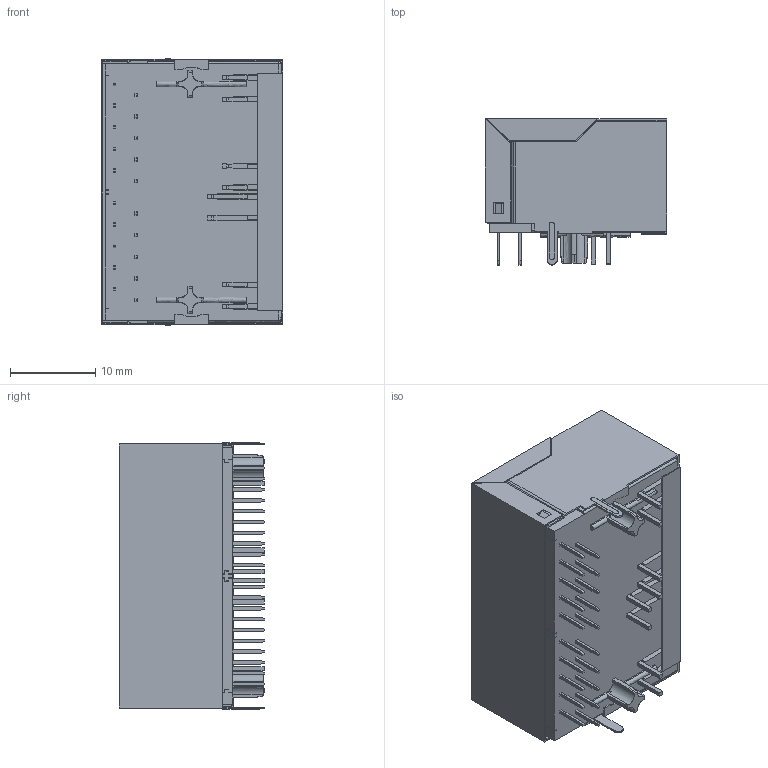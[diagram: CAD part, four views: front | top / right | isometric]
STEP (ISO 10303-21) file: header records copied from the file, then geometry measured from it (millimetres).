
FILE_DESCRIPTION(('CATIA V5 STEP Exchange','CAx-IF Rec.Pracs.--- Model Styling and Organization---1.4--- 2014-01-23'),'2;1');
FILE_NAME ('271457-2_0_2485370000_2485370000.stp','2018-12-18T12:12:26+00:00',('none'),('Weidmueller'),'CATIA Version 5-6 Release 2016 SP3 HF44','CATIA V5 STEP AP214','none');
FILE_SCHEMA(('AUTOMOTIVE_DESIGN { 1 0 10303 214 1 1 1 1 }'));
Products named in the file (1): 2485370000
Bounding box: 21.35 x 17.15 x 31.3 mm (x, y, z)
Volume: 5953.7 mm3; surface area: 9713.9 mm2
Topology: 1 solids, 1 shells, 1717 faces, 6002 edges, 4182 vertices
Faces by surface type: plane 1451, revolution 224, bspline 42
Entity records: 66066 total; most frequent: CARTESIAN_POINT 15796, ORIENTED_EDGE 11992, DIRECTION 8200, EDGE_CURVE 5996, VECTOR 4496, LINE 4496, VERTEX_POINT 4182, AXIS2_PLACEMENT_3D 2071
